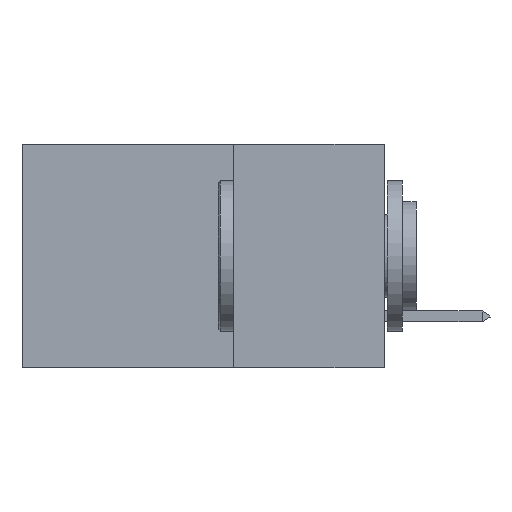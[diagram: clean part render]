
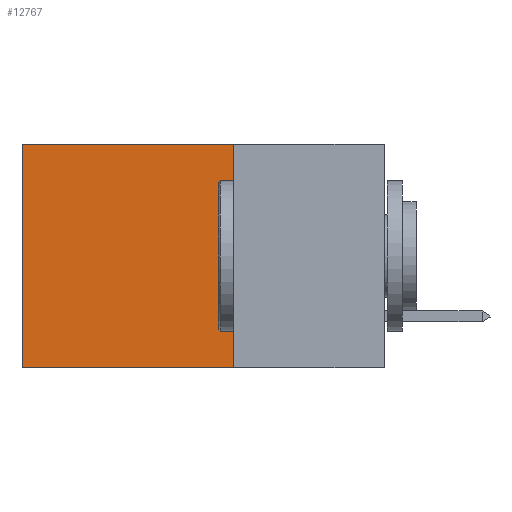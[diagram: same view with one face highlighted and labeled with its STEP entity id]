
A CAD part, left-side view. The second image highlights one B-rep face of the part: STEP entity #12767.
In plain terms, the highlighted planar face has unit normal (-1, 0, 0).
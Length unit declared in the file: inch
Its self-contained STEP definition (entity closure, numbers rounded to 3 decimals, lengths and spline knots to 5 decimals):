
#66 = EDGE_CURVE ( 'NONE', #6835, #5162, #20991, .T. ) ;
#229 = CARTESIAN_POINT ( 'NONE',  ( 0.2875, 0.6, 0. ) ) ;
#531 = ORIENTED_EDGE ( 'NONE', *, *, #18979, .T. ) ;
#1136 = DIRECTION ( 'NONE',  ( 0., 0., -1. ) ) ;
#1711 = VECTOR ( 'NONE', #1136, 39.37008 ) ;
#3036 = VECTOR ( 'NONE', #11293, 39.37008 ) ;
#3293 = LINE ( 'NONE', #9052, #1711 ) ;
#3548 = EDGE_CURVE ( 'NONE', #6835, #16514, #13409, .T. ) ;
#4438 = VERTEX_POINT ( 'NONE', #20440 ) ;
#5162 = VERTEX_POINT ( 'NONE', #229 ) ;
#5735 = DIRECTION ( 'NONE',  ( 1., 0., 0. ) ) ;
#6603 = CARTESIAN_POINT ( 'NONE',  ( 0.2875, 0.25, -0.37 ) ) ;
#6835 = VERTEX_POINT ( 'NONE', #10529 ) ;
#7502 = CARTESIAN_POINT ( 'NONE',  ( 0.2875, 0.25, 0. ) ) ;
#8120 = ORIENTED_EDGE ( 'NONE', *, *, #3548, .F. ) ;
#9037 = ORIENTED_EDGE ( 'NONE', *, *, #16167, .F. ) ;
#9052 = CARTESIAN_POINT ( 'NONE',  ( 0.2875, 0.6, 0. ) ) ;
#9395 = CARTESIAN_POINT ( 'NONE',  ( 0.2875, 0.25, 0. ) ) ;
#10500 = CARTESIAN_POINT ( 'NONE',  ( 0.2875, 0.25, 0. ) ) ;
#10529 = CARTESIAN_POINT ( 'NONE',  ( 0.2875, 0.25, 0. ) ) ;
#10555 = ORIENTED_EDGE ( 'NONE', *, *, #66, .T. ) ;
#10921 = LINE ( 'NONE', #20607, #20672 ) ;
#11293 = DIRECTION ( 'NONE',  ( 0., 1., 0. ) ) ;
#12385 = FACE_OUTER_BOUND ( 'NONE', #17246, .T. ) ;
#12755 = DIRECTION ( 'NONE',  ( 0., 1., 0. ) ) ;
#12767 = ADVANCED_FACE ( 'NONE', ( #12385 ), #13788, .F. ) ;
#13409 = LINE ( 'NONE', #9395, #18766 ) ;
#13788 = PLANE ( 'NONE',  #16844 ) ;
#14328 = DIRECTION ( 'NONE',  ( 0., 0., -1. ) ) ;
#16167 = EDGE_CURVE ( 'NONE', #16514, #4438, #10921, .T. ) ;
#16514 = VERTEX_POINT ( 'NONE', #6603 ) ;
#16844 = AXIS2_PLACEMENT_3D ( 'NONE', #10500, #5735, #20520 ) ;
#17246 = EDGE_LOOP ( 'NONE', ( #531, #9037, #8120, #10555 ) ) ;
#18766 = VECTOR ( 'NONE', #14328, 39.37008 ) ;
#18979 = EDGE_CURVE ( 'NONE', #5162, #4438, #3293, .T. ) ;
#20440 = CARTESIAN_POINT ( 'NONE',  ( 0.2875, 0.6, -0.37 ) ) ;
#20520 = DIRECTION ( 'NONE',  ( 0., 0., -1. ) ) ;
#20607 = CARTESIAN_POINT ( 'NONE',  ( 0.2875, 0.25, -0.37 ) ) ;
#20672 = VECTOR ( 'NONE', #12755, 39.37008 ) ;
#20991 = LINE ( 'NONE', #7502, #3036 ) ;
